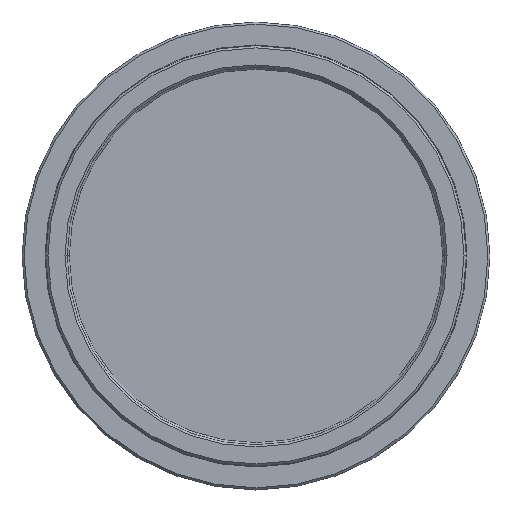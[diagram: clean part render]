
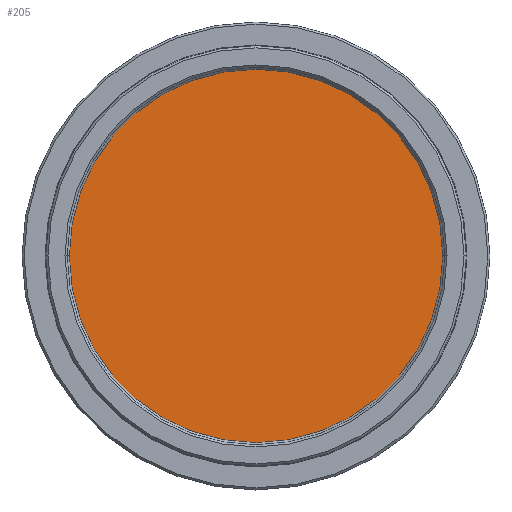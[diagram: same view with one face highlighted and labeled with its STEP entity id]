
A CAD part, top view. The second image highlights one B-rep face of the part: STEP entity #205.
In plain terms, the highlighted planar face has unit normal (0, 0, 1).
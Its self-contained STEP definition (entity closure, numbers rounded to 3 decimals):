
#129 = EDGE_LOOP ( 'NONE', ( #1260, #927 ) ) ;
#144 = AXIS2_PLACEMENT_3D ( 'NONE', #471, #894, #276 ) ;
#164 = EDGE_CURVE ( 'NONE', #1241, #1183, #1119, .T. ) ;
#170 = CARTESIAN_POINT ( 'NONE',  ( 47.706, -0.081, 53.331 ) ) ;
#201 = CIRCLE ( 'NONE', #819, 47.663 ) ;
#205 = ADVANCED_FACE ( 'NONE', ( #364 ), #788, .F. ) ;
#260 = DIRECTION ( 'NONE',  ( -1., 0., 0. ) ) ;
#276 = DIRECTION ( 'NONE',  ( -1., 0., 0. ) ) ;
#353 = DIRECTION ( 'NONE',  ( -1., 0., 0. ) ) ;
#364 = FACE_OUTER_BOUND ( 'NONE', #129, .T. ) ;
#372 = DIRECTION ( 'NONE',  ( 0., 0., 1. ) ) ;
#471 = CARTESIAN_POINT ( 'NONE',  ( 0.043, -0.081, 53.331 ) ) ;
#592 = CARTESIAN_POINT ( 'NONE',  ( 0.043, -0.081, 53.331 ) ) ;
#637 = EDGE_CURVE ( 'NONE', #1183, #1241, #201, .T. ) ;
#647 = AXIS2_PLACEMENT_3D ( 'NONE', #592, #688, #260 ) ;
#688 = DIRECTION ( 'NONE',  ( 0., 0., -1. ) ) ;
#788 = PLANE ( 'NONE',  #647 ) ;
#819 = AXIS2_PLACEMENT_3D ( 'NONE', #899, #372, #353 ) ;
#894 = DIRECTION ( 'NONE',  ( 0., 0., 1. ) ) ;
#899 = CARTESIAN_POINT ( 'NONE',  ( 0.043, -0.081, 53.331 ) ) ;
#927 = ORIENTED_EDGE ( 'NONE', *, *, #637, .T. ) ;
#1119 = CIRCLE ( 'NONE', #144, 47.663 ) ;
#1183 = VERTEX_POINT ( 'NONE', #1184 ) ;
#1184 = CARTESIAN_POINT ( 'NONE',  ( -47.619, -0.081, 53.331 ) ) ;
#1241 = VERTEX_POINT ( 'NONE', #170 ) ;
#1260 = ORIENTED_EDGE ( 'NONE', *, *, #164, .T. ) ;
